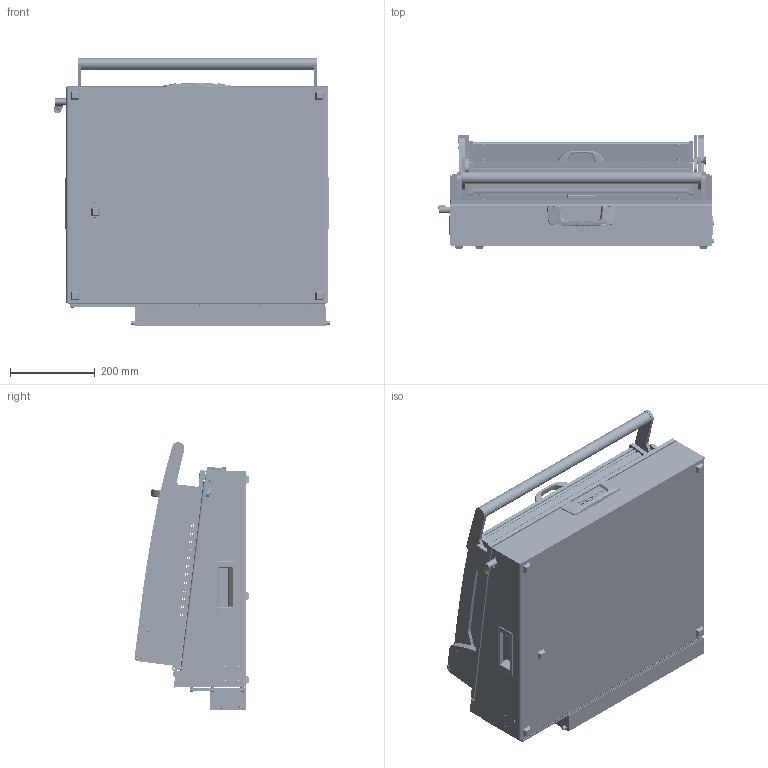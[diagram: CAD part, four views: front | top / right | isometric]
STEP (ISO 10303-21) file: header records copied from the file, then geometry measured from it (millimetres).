
FILE_DESCRIPTION (( 'STEP AP214' ), '1' );
FILE_NAME ('INGUN_57325.STEP', '2021-02-24T14:47:53', ( '' ), ( '' ), 'SwSTEP 2.0', 'SolidWorks 2018', '' );
FILE_SCHEMA (( 'AUTOMOTIVE_DESIGN' ));
Length unit declared in the file: millimetre
Products named in the file (123): 110443~0_S; SKB-II~-s-k-i-i_M4,0x73 St; 48371~7_KUNDE<S>; DIN6325~n_04,0m6x016; 48390~1_KUNDE<S>; DIN914~n_M04,0x05; 110231~1_S; 2196~6; DIN125~n_06,4 M06,0 Fase; ISO7380~n_M05,0x016; DIN7991~n_M05,0x020; 3917~3_M 3 A; ISO7380~n_M04,0x008; DIN125~n_04,3 M04,0; 110322~4_S; 45876~2; 57801~2_S; 109128~0_S; 53734~1_KUNDE<S>; ISO7380~n_M05,0x030; 31446~15_KUNDE<S>; 53032~0_S; 41899~3_flexiebel <S>; 49317~0; K_02037~0_Standard ohne Dyn Punkt<Standard>; 30758_01~0_S; 40512~7_KUNDE<S>; 37506~3_S; 32339~4_S; 34328~1_S; GKS-114-0015~-g-k-s_Hub = 08,0 <S>; 45879~1_ohne Transportschrauben <S>; 30758_02~0_S; 48727~1_S; 53731~0; 30112~0; 109953~0_KUNDE<S>; 48370~6_KUNDE<S>; DIN6325~n_04,0m6x012; 48565~1_S ...
Assembly tree (296 placements, depth 6):
  INGUN_57325
    48390~1_KUNDE<S>
      32504~6_S
        32333~12
        21332~0_MA 2112<Standard>
          21332_02~0
          21332_01~0
        20902~0
        30758~0_S  x2
          30758_01~0_S
          30758_02~0_S
        2720~0  x5
        53032~0_S
        32171~0_S
        32462~0_S
        29805~4_geschlossen<S>
          110322~4_S
          110705~1_S
          30984~0_S
          110231~1_S
          110443~0_S
          30112~0
          ISO7380~n_M05,0x030
          ISO7380~n_M04,0x008  x2
          DIN914~n_M04,0x05
        35334~0_S
        ISO7380~n_M04,0x012  x4
        DIN7991~n_M05,0x012  x2
        DIN7991~n_M05,0x016
        DIN985-A2~n_M05,0  x3
        8804~0
        DIN125~n_05,3 M05,0 Fase  x2
      48370~6_KUNDE<S>
        48371~7_KUNDE<S>
          31444~14_KUNDE<S>
          31446~15_KUNDE<S>
          34328~1_S  x2
          37792~1_S
          31442~5_mit Zentrierstifen <S>
          3381~0  x3
          ISO7380~n_M04,0x020  x2
          ISO7380~n_M04,0x016
          3521~0_Spring Pin ISO 8752 - 3 x 16 - St  x4
          57801~2_S  x2
          49317~0  x2
          DIN125~n_06,4 M06,0 Fase  x2
        48374~5_S
          38001~12
          48376~0_S
          37972~6_S
          37971~8_S
          48509~2_S
          2281~0_180ø<Standard>  x3
            2281~0
          32341~6_S
          53031~0_S
          48727~1_S
            48726~2_S
            DIN6325~n_04,0m6x012
            48565~1_S
Bounding box: 649.61 x 269.75 x 630.68 mm (x, y, z)
Volume: 11841641.5 mm3; surface area: 4837471.1 mm2
Topology: 312 solids, 320 shells, 9649 faces, 23694 edges, 15206 vertices
Faces by surface type: plane 3935, cylinder 3824, cone 1198, bspline 388, torus 190, sphere 114
Entity records: 225917 total; most frequent: CARTESIAN_POINT 55824, DIRECTION 31336, ORIENTED_EDGE 29340, EDGE_CURVE 14670, AXIS2_PLACEMENT_3D 11634, VERTEX_POINT 9546, VECTOR 8068, LINE 8068
